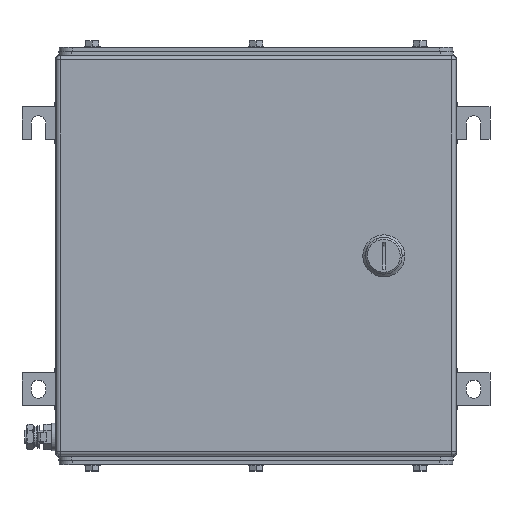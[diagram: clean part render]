
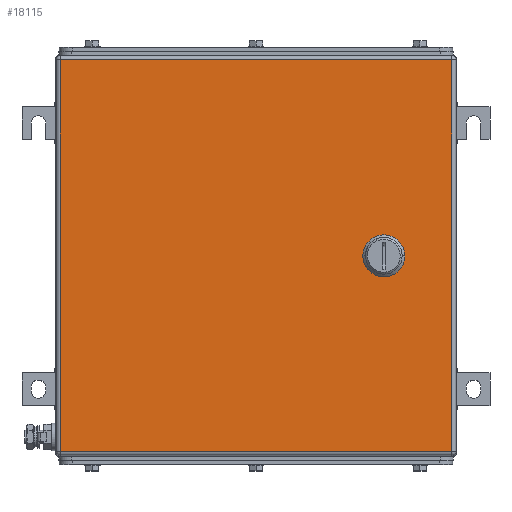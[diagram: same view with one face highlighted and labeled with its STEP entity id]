
A CAD part, top view. The second image highlights one B-rep face of the part: STEP entity #18115.
In plain terms, the highlighted planar face has unit normal (0, 0, 1).
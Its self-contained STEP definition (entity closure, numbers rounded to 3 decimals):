
#17143=AXIS2_PLACEMENT_3D('Circle Axis2P3D',#17141,#17142,$) ;
#17191=AXIS2_PLACEMENT_3D('Circle Axis2P3D',#17189,#17190,$) ;
#17210=AXIS2_PLACEMENT_3D('Circle Axis2P3D',#17208,#17209,$) ;
#18084=AXIS2_PLACEMENT_3D('Circle Axis2P3D',#18082,#18083,$) ;
#18097=AXIS2_PLACEMENT_3D('Plane Axis2P3D',#18094,#18095,#18096) ;
#17002=CARTESIAN_POINT('Vertex',(286.05,158.944,153.5)) ;
#17005=CARTESIAN_POINT('Line Origine',(286.05,164.,153.5)) ;
#17009=CARTESIAN_POINT('Vertex',(286.05,169.056,153.5)) ;
#17138=CARTESIAN_POINT('Vertex',(281.056,153.95,153.5)) ;
#17141=CARTESIAN_POINT('Axis2P3D Location',(276.,164.,153.5)) ;
#17162=CARTESIAN_POINT('Vertex',(270.944,153.95,153.5)) ;
#17165=CARTESIAN_POINT('Line Origine',(276.,153.95,153.5)) ;
#17186=CARTESIAN_POINT('Vertex',(265.95,158.944,153.5)) ;
#17189=CARTESIAN_POINT('Axis2P3D Location',(276.,164.,153.5)) ;
#17205=CARTESIAN_POINT('Vertex',(270.944,174.05,153.5)) ;
#17208=CARTESIAN_POINT('Axis2P3D Location',(276.,164.,153.5)) ;
#17212=CARTESIAN_POINT('Vertex',(265.95,169.056,153.5)) ;
#17236=CARTESIAN_POINT('Vertex',(328.,313.5,153.5)) ;
#17252=CARTESIAN_POINT('Vertex',(29.,313.5,153.5)) ;
#17255=CARTESIAN_POINT('Line Origine',(176.4,313.5,153.5)) ;
#17290=CARTESIAN_POINT('Vertex',(29.,14.5,153.5)) ;
#17293=CARTESIAN_POINT('Line Origine',(29.,164.,153.5)) ;
#17328=CARTESIAN_POINT('Vertex',(328.,14.5,153.5)) ;
#17331=CARTESIAN_POINT('Line Origine',(178.5,14.5,153.5)) ;
#17367=CARTESIAN_POINT('Line Origine',(328.,164.,153.5)) ;
#18002=CARTESIAN_POINT('Vertex',(281.056,174.05,153.5)) ;
#18005=CARTESIAN_POINT('Line Origine',(276.,174.05,153.5)) ;
#18022=CARTESIAN_POINT('Line Origine',(265.95,164.,153.5)) ;
#18082=CARTESIAN_POINT('Axis2P3D Location',(276.,164.,153.5)) ;
#18094=CARTESIAN_POINT('Axis2P3D Location',(178.5,164.,153.5)) ;
#17006=DIRECTION('Vector Direction',(0.,-1.,0.)) ;
#17142=DIRECTION('Axis2P3D Direction',(0.,0.,1.)) ;
#17166=DIRECTION('Vector Direction',(1.,0.,0.)) ;
#17190=DIRECTION('Axis2P3D Direction',(0.,0.,1.)) ;
#17209=DIRECTION('Axis2P3D Direction',(0.,0.,1.)) ;
#17256=DIRECTION('Vector Direction',(1.,0.,0.)) ;
#17294=DIRECTION('Vector Direction',(0.,-1.,0.)) ;
#17332=DIRECTION('Vector Direction',(1.,0.,0.)) ;
#17368=DIRECTION('Vector Direction',(0.,1.,0.)) ;
#18006=DIRECTION('Vector Direction',(1.,0.,0.)) ;
#18023=DIRECTION('Vector Direction',(0.,1.,0.)) ;
#18083=DIRECTION('Axis2P3D Direction',(0.,0.,1.)) ;
#18095=DIRECTION('Axis2P3D Direction',(0.,0.,1.)) ;
#18096=DIRECTION('Axis2P3D XDirection',(1.,0.,0.)) ;
#17007=VECTOR('Line Direction',#17006,1.) ;
#17167=VECTOR('Line Direction',#17166,1.) ;
#17257=VECTOR('Line Direction',#17256,1.) ;
#17295=VECTOR('Line Direction',#17294,1.) ;
#17333=VECTOR('Line Direction',#17332,1.) ;
#17369=VECTOR('Line Direction',#17368,1.) ;
#18007=VECTOR('Line Direction',#18006,1.) ;
#18024=VECTOR('Line Direction',#18023,1.) ;
#18100=ORIENTED_EDGE('',*,*,#17259,.T.) ;
#18101=ORIENTED_EDGE('',*,*,#17297,.T.) ;
#18102=ORIENTED_EDGE('',*,*,#17335,.T.) ;
#18103=ORIENTED_EDGE('',*,*,#17371,.T.) ;
#18106=ORIENTED_EDGE('',*,*,#17145,.F.) ;
#18107=ORIENTED_EDGE('',*,*,#17169,.F.) ;
#18108=ORIENTED_EDGE('',*,*,#17193,.F.) ;
#18109=ORIENTED_EDGE('',*,*,#18026,.T.) ;
#18110=ORIENTED_EDGE('',*,*,#17214,.F.) ;
#18111=ORIENTED_EDGE('',*,*,#18009,.T.) ;
#18112=ORIENTED_EDGE('',*,*,#18086,.F.) ;
#18113=ORIENTED_EDGE('',*,*,#17011,.T.) ;
#18114=FACE_BOUND('',#18105,.T.) ;
#18115=ADVANCED_FACE('1200030000.2\\ZUB_KTB_QL_303015_2GP_AllCATPart.2\\ZUB_DE_KTB_QL.1\\DE_KTB_MH_PART_MASTER.1\\Koerper.2',(#18104,#18114),#18098,.T.) ;
#17144=CIRCLE('generated circle',#17143,11.25) ;
#17192=CIRCLE('generated circle',#17191,11.25) ;
#17211=CIRCLE('generated circle',#17210,11.25) ;
#18085=CIRCLE('generated circle',#18084,11.25) ;
#17011=EDGE_CURVE('',#17010,#17003,#17008,.T.) ;
#17145=EDGE_CURVE('',#17139,#17003,#17144,.T.) ;
#17169=EDGE_CURVE('',#17163,#17139,#17168,.T.) ;
#17193=EDGE_CURVE('',#17187,#17163,#17192,.T.) ;
#17214=EDGE_CURVE('',#17206,#17213,#17211,.T.) ;
#17259=EDGE_CURVE('',#17237,#17253,#17258,.F.) ;
#17297=EDGE_CURVE('',#17253,#17291,#17296,.T.) ;
#17335=EDGE_CURVE('',#17291,#17329,#17334,.T.) ;
#17371=EDGE_CURVE('',#17329,#17237,#17370,.T.) ;
#18009=EDGE_CURVE('',#17206,#18003,#18008,.T.) ;
#18026=EDGE_CURVE('',#17187,#17213,#18025,.T.) ;
#18086=EDGE_CURVE('',#17010,#18003,#18085,.T.) ;
#18099=EDGE_LOOP('',(#18100,#18101,#18102,#18103)) ;
#18105=EDGE_LOOP('',(#18106,#18107,#18108,#18109,#18110,#18111,#18112,#18113)) ;
#18104=FACE_OUTER_BOUND('',#18099,.T.) ;
#17008=LINE('Line',#17005,#17007) ;
#17168=LINE('Line',#17165,#17167) ;
#17258=LINE('Line',#17255,#17257) ;
#17296=LINE('Line',#17293,#17295) ;
#17334=LINE('Line',#17331,#17333) ;
#17370=LINE('Line',#17367,#17369) ;
#18008=LINE('Line',#18005,#18007) ;
#18025=LINE('Line',#18022,#18024) ;
#18098=PLANE('',#18097) ;
#17003=VERTEX_POINT('',#17002) ;
#17010=VERTEX_POINT('',#17009) ;
#17139=VERTEX_POINT('',#17138) ;
#17163=VERTEX_POINT('',#17162) ;
#17187=VERTEX_POINT('',#17186) ;
#17206=VERTEX_POINT('',#17205) ;
#17213=VERTEX_POINT('',#17212) ;
#17237=VERTEX_POINT('',#17236) ;
#17253=VERTEX_POINT('',#17252) ;
#17291=VERTEX_POINT('',#17290) ;
#17329=VERTEX_POINT('',#17328) ;
#18003=VERTEX_POINT('',#18002) ;
